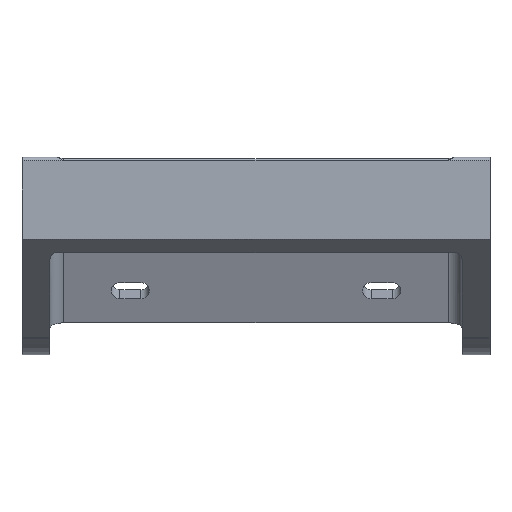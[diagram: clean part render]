
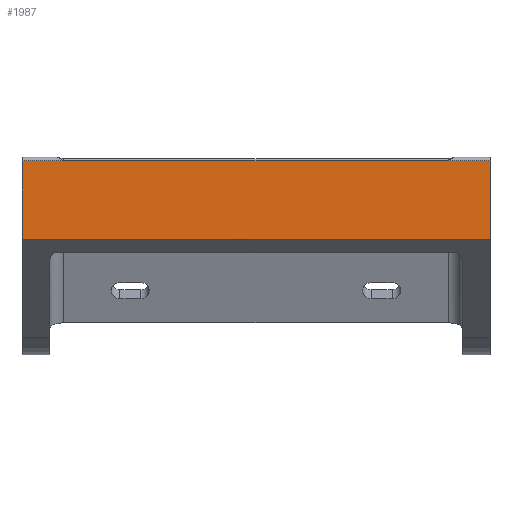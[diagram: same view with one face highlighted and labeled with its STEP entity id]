
A CAD part, front view. The second image highlights one B-rep face of the part: STEP entity #1987.
In plain terms, the highlighted planar face has unit normal (0, -1, 0).
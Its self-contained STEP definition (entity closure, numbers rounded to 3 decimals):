
#53 = AXIS2_PLACEMENT_3D ( 'NONE', #1662, #1816, #1129 ) ;
#72 = EDGE_CURVE ( 'NONE', #1120, #1156, #287, .T. ) ;
#123 = CARTESIAN_POINT ( 'NONE',  ( 0., 0., 11.159 ) ) ;
#231 = CARTESIAN_POINT ( 'NONE',  ( 0., 0., 0. ) ) ;
#259 = DIRECTION ( 'NONE',  ( 0., 0., -1. ) ) ;
#276 = CARTESIAN_POINT ( 'NONE',  ( 67., 0., 0. ) ) ;
#281 = CARTESIAN_POINT ( 'NONE',  ( 67., 0., -0.088 ) ) ;
#287 = LINE ( 'NONE', #276, #1700 ) ;
#306 = VECTOR ( 'NONE', #2195, 1000. ) ;
#390 = DIRECTION ( 'NONE',  ( 1., 0., 0. ) ) ;
#477 = EDGE_CURVE ( 'NONE', #785, #1156, #1645, .T. ) ;
#544 = VERTEX_POINT ( 'NONE', #1813 ) ;
#568 = ORIENTED_EDGE ( 'NONE', *, *, #477, .T. ) ;
#785 = VERTEX_POINT ( 'NONE', #1889 ) ;
#933 = DIRECTION ( 'NONE',  ( 0., 0., -1. ) ) ;
#952 = ORIENTED_EDGE ( 'NONE', *, *, #1023, .T. ) ;
#1023 = EDGE_CURVE ( 'NONE', #544, #785, #1482, .T. ) ;
#1052 = VECTOR ( 'NONE', #933, 1000. ) ;
#1120 = VERTEX_POINT ( 'NONE', #1321 ) ;
#1129 = DIRECTION ( 'NONE',  ( 0., 0., 1. ) ) ;
#1142 = VECTOR ( 'NONE', #390, 1000. ) ;
#1156 = VERTEX_POINT ( 'NONE', #281 ) ;
#1184 = ORIENTED_EDGE ( 'NONE', *, *, #72, .F. ) ;
#1290 = LINE ( 'NONE', #123, #306 ) ;
#1312 = EDGE_LOOP ( 'NONE', ( #1184, #2231, #952, #568 ) ) ;
#1321 = CARTESIAN_POINT ( 'NONE',  ( 67., 0., 11.159 ) ) ;
#1482 = LINE ( 'NONE', #231, #1052 ) ;
#1645 = LINE ( 'NONE', #2127, #1142 ) ;
#1649 = PLANE ( 'NONE',  #53 ) ;
#1662 = CARTESIAN_POINT ( 'NONE',  ( 67., 0., 0. ) ) ;
#1700 = VECTOR ( 'NONE', #259, 1000. ) ;
#1722 = FACE_OUTER_BOUND ( 'NONE', #1312, .T. ) ;
#1813 = CARTESIAN_POINT ( 'NONE',  ( 0., 0., 11.159 ) ) ;
#1816 = DIRECTION ( 'NONE',  ( 0., 1., 0. ) ) ;
#1889 = CARTESIAN_POINT ( 'NONE',  ( 0., 0., -0.088 ) ) ;
#1987 = ADVANCED_FACE ( 'NONE', ( #1722 ), #1649, .F. ) ;
#2127 = CARTESIAN_POINT ( 'NONE',  ( 67., 0., -0.088 ) ) ;
#2177 = EDGE_CURVE ( 'NONE', #1120, #544, #1290, .T. ) ;
#2195 = DIRECTION ( 'NONE',  ( -1., 0., 0. ) ) ;
#2231 = ORIENTED_EDGE ( 'NONE', *, *, #2177, .T. ) ;
